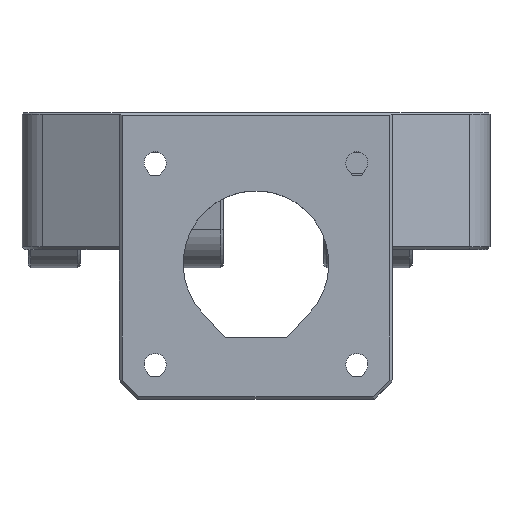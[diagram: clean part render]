
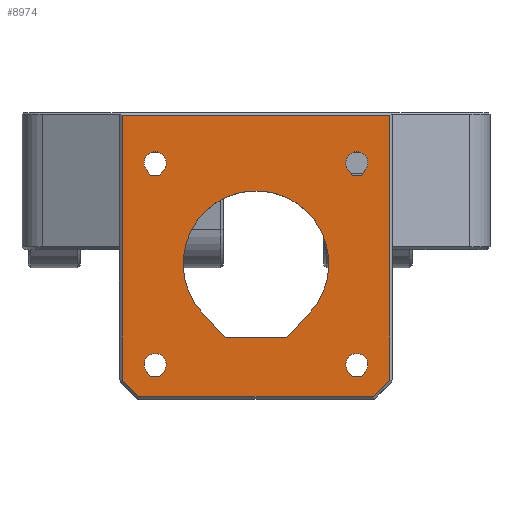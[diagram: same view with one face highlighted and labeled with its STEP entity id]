
A CAD part, top view. The second image highlights one B-rep face of the part: STEP entity #8974.
In plain terms, the highlighted planar face has unit normal (0, 0, 1).
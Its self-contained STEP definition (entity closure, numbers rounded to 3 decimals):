
#49=FACE_BOUND('',#1406,.T.);
#50=FACE_BOUND('',#1407,.T.);
#51=FACE_BOUND('',#1408,.T.);
#52=FACE_BOUND('',#1409,.T.);
#53=FACE_BOUND('',#1410,.T.);
#328=CIRCLE('',#9636,1.7);
#329=CIRCLE('',#9637,1.7);
#330=CIRCLE('',#9638,1.7);
#331=CIRCLE('',#9639,1.7);
#332=CIRCLE('',#9640,11.2);
#833=FACE_OUTER_BOUND('',#1405,.T.);
#1405=EDGE_LOOP('',(#6605,#6606,#6607,#6608,#6609,#6610));
#1406=EDGE_LOOP('',(#6611,#6612,#6613,#6614));
#1407=EDGE_LOOP('',(#6615,#6616,#6617,#6618));
#1408=EDGE_LOOP('',(#6619,#6620,#6621,#6622));
#1409=EDGE_LOOP('',(#6623,#6624,#6625,#6626));
#1410=EDGE_LOOP('',(#6627,#6628,#6629,#6630));
#2107=LINE('',#15580,#3041);
#2120=LINE('',#15606,#3054);
#2132=LINE('',#15628,#3066);
#2191=LINE('',#15778,#3125);
#2193=LINE('',#15782,#3127);
#2195=LINE('',#15785,#3129);
#2197=LINE('',#15792,#3131);
#2198=LINE('',#15794,#3132);
#2199=LINE('',#15795,#3133);
#2200=LINE('',#15800,#3134);
#2201=LINE('',#15802,#3135);
#2202=LINE('',#15803,#3136);
#2203=LINE('',#15808,#3137);
#2204=LINE('',#15810,#3138);
#2205=LINE('',#15811,#3139);
#2206=LINE('',#15816,#3140);
#2207=LINE('',#15818,#3141);
#2208=LINE('',#15819,#3142);
#2209=LINE('',#15824,#3143);
#2210=LINE('',#15826,#3144);
#2211=LINE('',#15827,#3145);
#3041=VECTOR('',#10809,10.);
#3054=VECTOR('',#10830,10.);
#3066=VECTOR('',#10848,10.);
#3125=VECTOR('',#10983,10.);
#3127=VECTOR('',#10987,10.);
#3129=VECTOR('',#10991,10.);
#3131=VECTOR('',#10997,10.);
#3132=VECTOR('',#10998,10.);
#3133=VECTOR('',#10999,10.);
#3134=VECTOR('',#11002,10.);
#3135=VECTOR('',#11003,10.);
#3136=VECTOR('',#11004,10.);
#3137=VECTOR('',#11007,10.);
#3138=VECTOR('',#11008,10.);
#3139=VECTOR('',#11009,10.);
#3140=VECTOR('',#11012,10.);
#3141=VECTOR('',#11013,10.);
#3142=VECTOR('',#11014,10.);
#3143=VECTOR('',#11017,10.);
#3144=VECTOR('',#11018,10.);
#3145=VECTOR('',#11019,10.);
#4075=VERTEX_POINT('',#15577);
#4076=VERTEX_POINT('',#15579);
#4084=VERTEX_POINT('',#15603);
#4085=VERTEX_POINT('',#15605);
#4092=VERTEX_POINT('',#15626);
#4136=VERTEX_POINT('',#15781);
#4137=VERTEX_POINT('',#15788);
#4138=VERTEX_POINT('',#15789);
#4139=VERTEX_POINT('',#15791);
#4140=VERTEX_POINT('',#15793);
#4141=VERTEX_POINT('',#15796);
#4142=VERTEX_POINT('',#15797);
#4143=VERTEX_POINT('',#15799);
#4144=VERTEX_POINT('',#15801);
#4145=VERTEX_POINT('',#15804);
#4146=VERTEX_POINT('',#15805);
#4147=VERTEX_POINT('',#15807);
#4148=VERTEX_POINT('',#15809);
#4149=VERTEX_POINT('',#15812);
#4150=VERTEX_POINT('',#15813);
#4151=VERTEX_POINT('',#15815);
#4152=VERTEX_POINT('',#15817);
#4153=VERTEX_POINT('',#15820);
#4154=VERTEX_POINT('',#15821);
#4155=VERTEX_POINT('',#15823);
#4156=VERTEX_POINT('',#15825);
#4945=EDGE_CURVE('',#4075,#4076,#2107,.T.);
#4958=EDGE_CURVE('',#4084,#4085,#2120,.T.);
#4970=EDGE_CURVE('',#4092,#4084,#2132,.T.);
#5042=EDGE_CURVE('',#4076,#4092,#2191,.T.);
#5044=EDGE_CURVE('',#4136,#4075,#2193,.T.);
#5046=EDGE_CURVE('',#4085,#4136,#2195,.T.);
#5048=EDGE_CURVE('',#4137,#4138,#328,.T.);
#5049=EDGE_CURVE('',#4139,#4137,#2197,.T.);
#5050=EDGE_CURVE('',#4140,#4139,#2198,.T.);
#5051=EDGE_CURVE('',#4138,#4140,#2199,.T.);
#5052=EDGE_CURVE('',#4141,#4142,#329,.T.);
#5053=EDGE_CURVE('',#4143,#4141,#2200,.T.);
#5054=EDGE_CURVE('',#4144,#4143,#2201,.T.);
#5055=EDGE_CURVE('',#4142,#4144,#2202,.T.);
#5056=EDGE_CURVE('',#4145,#4146,#330,.T.);
#5057=EDGE_CURVE('',#4147,#4145,#2203,.T.);
#5058=EDGE_CURVE('',#4148,#4147,#2204,.T.);
#5059=EDGE_CURVE('',#4146,#4148,#2205,.T.);
#5060=EDGE_CURVE('',#4149,#4150,#331,.T.);
#5061=EDGE_CURVE('',#4151,#4149,#2206,.T.);
#5062=EDGE_CURVE('',#4152,#4151,#2207,.T.);
#5063=EDGE_CURVE('',#4150,#4152,#2208,.T.);
#5064=EDGE_CURVE('',#4153,#4154,#332,.T.);
#5065=EDGE_CURVE('',#4155,#4153,#2209,.T.);
#5066=EDGE_CURVE('',#4156,#4155,#2210,.T.);
#5067=EDGE_CURVE('',#4154,#4156,#2211,.T.);
#6605=ORIENTED_EDGE('',*,*,#4970,.F.);
#6606=ORIENTED_EDGE('',*,*,#5042,.F.);
#6607=ORIENTED_EDGE('',*,*,#4945,.F.);
#6608=ORIENTED_EDGE('',*,*,#5044,.F.);
#6609=ORIENTED_EDGE('',*,*,#5046,.F.);
#6610=ORIENTED_EDGE('',*,*,#4958,.F.);
#6611=ORIENTED_EDGE('',*,*,#5048,.F.);
#6612=ORIENTED_EDGE('',*,*,#5049,.F.);
#6613=ORIENTED_EDGE('',*,*,#5050,.F.);
#6614=ORIENTED_EDGE('',*,*,#5051,.F.);
#6615=ORIENTED_EDGE('',*,*,#5052,.F.);
#6616=ORIENTED_EDGE('',*,*,#5053,.F.);
#6617=ORIENTED_EDGE('',*,*,#5054,.F.);
#6618=ORIENTED_EDGE('',*,*,#5055,.F.);
#6619=ORIENTED_EDGE('',*,*,#5056,.F.);
#6620=ORIENTED_EDGE('',*,*,#5057,.F.);
#6621=ORIENTED_EDGE('',*,*,#5058,.F.);
#6622=ORIENTED_EDGE('',*,*,#5059,.F.);
#6623=ORIENTED_EDGE('',*,*,#5060,.F.);
#6624=ORIENTED_EDGE('',*,*,#5061,.F.);
#6625=ORIENTED_EDGE('',*,*,#5062,.F.);
#6626=ORIENTED_EDGE('',*,*,#5063,.F.);
#6627=ORIENTED_EDGE('',*,*,#5064,.F.);
#6628=ORIENTED_EDGE('',*,*,#5065,.F.);
#6629=ORIENTED_EDGE('',*,*,#5066,.F.);
#6630=ORIENTED_EDGE('',*,*,#5067,.F.);
#8653=PLANE('',#9635);
#8974=ADVANCED_FACE('',(#833,#49,#50,#51,#52,#53),#8653,.T.);
#9635=AXIS2_PLACEMENT_3D('',#15787,#10993,#10994);
#9636=AXIS2_PLACEMENT_3D('',#15790,#10995,#10996);
#9637=AXIS2_PLACEMENT_3D('',#15798,#11000,#11001);
#9638=AXIS2_PLACEMENT_3D('',#15806,#11005,#11006);
#9639=AXIS2_PLACEMENT_3D('',#15814,#11010,#11011);
#9640=AXIS2_PLACEMENT_3D('',#15822,#11015,#11016);
#10809=DIRECTION('',(-0.707,0.707,0.));
#10830=DIRECTION('',(0.,-1.,0.));
#10848=DIRECTION('',(1.,0.,0.));
#10983=DIRECTION('',(0.,1.,0.));
#10987=DIRECTION('',(-1.,0.,0.));
#10991=DIRECTION('',(-0.707,-0.707,0.));
#10993=DIRECTION('center_axis',(0.,0.,1.));
#10994=DIRECTION('ref_axis',(1.,0.,0.));
#10995=DIRECTION('center_axis',(0.,0.,1.));
#10996=DIRECTION('ref_axis',(1.,0.,0.));
#10997=DIRECTION('',(0.592,0.806,0.));
#10998=DIRECTION('',(1.,0.,0.));
#10999=DIRECTION('',(0.592,-0.806,0.));
#11000=DIRECTION('center_axis',(0.,0.,1.));
#11001=DIRECTION('ref_axis',(1.,0.,0.));
#11002=DIRECTION('',(0.592,0.806,0.));
#11003=DIRECTION('',(1.,0.,0.));
#11004=DIRECTION('',(0.592,-0.806,0.));
#11005=DIRECTION('center_axis',(0.,0.,1.));
#11006=DIRECTION('ref_axis',(1.,0.,0.));
#11007=DIRECTION('',(0.592,0.806,0.));
#11008=DIRECTION('',(1.,0.,0.));
#11009=DIRECTION('',(0.592,-0.806,0.));
#11010=DIRECTION('center_axis',(0.,0.,1.));
#11011=DIRECTION('ref_axis',(1.,0.,0.));
#11012=DIRECTION('',(0.592,0.806,0.));
#11013=DIRECTION('',(1.,0.,0.));
#11014=DIRECTION('',(0.592,-0.806,0.));
#11015=DIRECTION('center_axis',(0.,0.,1.));
#11016=DIRECTION('ref_axis',(1.,0.,0.));
#11017=DIRECTION('',(0.68,0.733,0.));
#11018=DIRECTION('',(1.,0.,0.));
#11019=DIRECTION('',(0.68,-0.733,0.));
#15577=CARTESIAN_POINT('',(35.569,6.,105.5));
#15579=CARTESIAN_POINT('',(32.975,8.594,105.5));
#15580=CARTESIAN_POINT('',(34.292,7.277,105.5));
#15603=CARTESIAN_POINT('',(74.175,49.3,105.5));
#15605=CARTESIAN_POINT('',(74.175,8.594,105.5));
#15606=CARTESIAN_POINT('',(74.175,41.225,105.5));
#15626=CARTESIAN_POINT('',(32.975,49.3,105.5));
#15628=CARTESIAN_POINT('',(53.575,49.3,105.5));
#15778=CARTESIAN_POINT('',(32.975,18.889,105.5));
#15781=CARTESIAN_POINT('',(71.581,6.,105.5));
#15782=CARTESIAN_POINT('',(62.661,6.,105.5));
#15785=CARTESIAN_POINT('',(74.273,8.692,105.5));
#15787=CARTESIAN_POINT('Origin',(53.575,29.35,105.5));
#15788=CARTESIAN_POINT('',(70.445,40.994,105.5));
#15789=CARTESIAN_POINT('',(67.705,40.994,105.5));
#15790=CARTESIAN_POINT('Origin',(69.075,42.,105.5));
#15791=CARTESIAN_POINT('',(69.789,40.1,105.5));
#15792=CARTESIAN_POINT('',(64.713,33.187,105.5));
#15793=CARTESIAN_POINT('',(68.361,40.1,105.5));
#15794=CARTESIAN_POINT('',(61.682,40.1,105.5));
#15795=CARTESIAN_POINT('',(68.336,40.134,105.5));
#15796=CARTESIAN_POINT('',(39.445,9.994,105.5));
#15797=CARTESIAN_POINT('',(36.705,9.994,105.5));
#15798=CARTESIAN_POINT('Origin',(38.075,11.,105.5));
#15799=CARTESIAN_POINT('',(38.789,9.1,105.5));
#15800=CARTESIAN_POINT('',(46.537,19.652,105.5));
#15801=CARTESIAN_POINT('',(37.361,9.1,105.5));
#15802=CARTESIAN_POINT('',(46.182,9.1,105.5));
#15803=CARTESIAN_POINT('',(35.37,11.811,105.5));
#15804=CARTESIAN_POINT('',(39.445,40.994,105.5));
#15805=CARTESIAN_POINT('',(36.705,40.994,105.5));
#15806=CARTESIAN_POINT('Origin',(38.075,42.,105.5));
#15807=CARTESIAN_POINT('',(38.789,40.1,105.5));
#15808=CARTESIAN_POINT('',(39.142,40.581,105.5));
#15809=CARTESIAN_POINT('',(37.361,40.1,105.5));
#15810=CARTESIAN_POINT('',(46.182,40.1,105.5));
#15811=CARTESIAN_POINT('',(42.765,32.74,105.5));
#15812=CARTESIAN_POINT('',(70.445,9.994,105.5));
#15813=CARTESIAN_POINT('',(67.705,9.994,105.5));
#15814=CARTESIAN_POINT('Origin',(69.075,11.,105.5));
#15815=CARTESIAN_POINT('',(69.789,9.1,105.5));
#15816=CARTESIAN_POINT('',(72.108,12.258,105.5));
#15817=CARTESIAN_POINT('',(68.361,9.1,105.5));
#15818=CARTESIAN_POINT('',(61.682,9.1,105.5));
#15819=CARTESIAN_POINT('',(60.941,19.205,105.5));
#15820=CARTESIAN_POINT('',(61.788,18.886,105.5));
#15821=CARTESIAN_POINT('',(45.362,18.886,105.5));
#15822=CARTESIAN_POINT('Origin',(53.575,26.5,105.5));
#15823=CARTESIAN_POINT('',(58.279,15.1,105.5));
#15824=CARTESIAN_POINT('',(62.499,19.652,105.5));
#15825=CARTESIAN_POINT('',(48.871,15.1,105.5));
#15826=CARTESIAN_POINT('',(55.927,15.1,105.5));
#15827=CARTESIAN_POINT('',(46.406,17.759,105.5));
